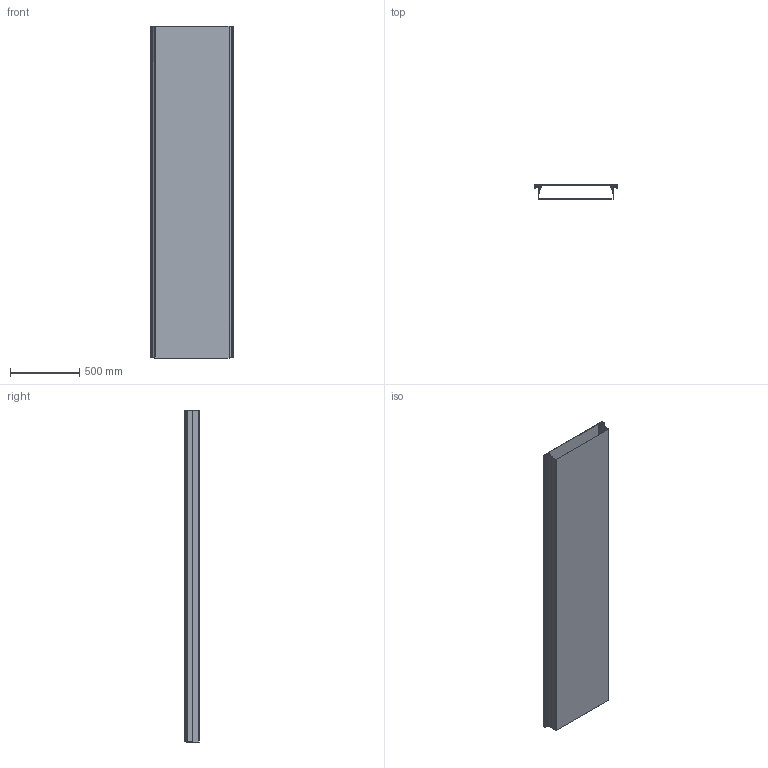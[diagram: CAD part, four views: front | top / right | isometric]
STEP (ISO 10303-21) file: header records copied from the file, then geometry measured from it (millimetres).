
FILE_DESCRIPTION((''),'2;1');
FILE_NAME('7424458_ASM','2014-06-06T',('AndreasKeweloh'),(''),'PRO/ENGINEER BY PARAMETRIC TECHNOLOGY CORPORATION, 2014000','PRO/ENGINEER BY PARAMETRIC TECHNOLOGY CORPORATION, 2014000','');
FILE_SCHEMA(('CONFIG_CONTROL_DESIGN'));
Length unit declared in the file: millimetre
Products named in the file (5): 43422F7424458; 32812B7424458; 43928B7424458; 43423G7424458; 7424458_ASM
Assembly tree (8 placements, depth 2):
  7424458_ASM
    43422F7424458  x3
    32812B7424458  x2
    43928B7424458
    43423G7424458  x2
Bounding box: 603.14 x 102.38 x 2400.5 mm (x, y, z)
Volume: 9135446.7 mm3; surface area: 8345434.1 mm2
Topology: 8 solids, 8 shells, 422 faces, 1170 edges, 764 vertices
Faces by surface type: plane 200, cylinder 186, cone 36
Entity records: 6766 total; most frequent: CARTESIAN_POINT 1247, DIRECTION 1149, ORIENTED_EDGE 1134, EDGE_CURVE 567, AXIS2_PLACEMENT_3D 384, VECTOR 381, LINE 381, VERTEX_POINT 372
